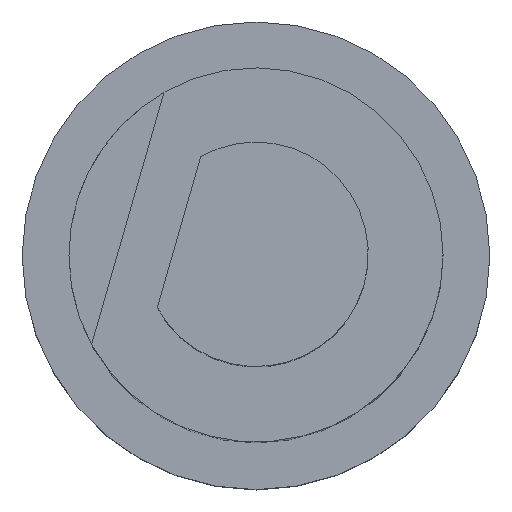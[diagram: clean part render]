
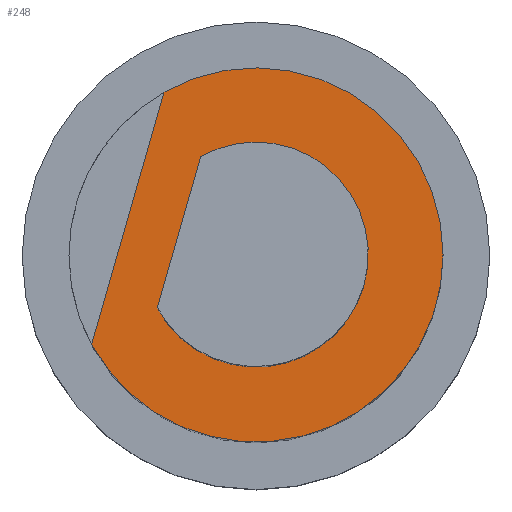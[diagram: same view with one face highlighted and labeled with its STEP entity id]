
A CAD part, top view. The second image highlights one B-rep face of the part: STEP entity #248.
In plain terms, the highlighted planar face has unit normal (0, 0, 1).
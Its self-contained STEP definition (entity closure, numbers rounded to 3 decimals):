
#47=CARTESIAN_POINT('',(0.,0.,38.));
#48=DIRECTION('',(0.,0.,1.));
#49=DIRECTION('',(1.,0.,0.));
#50=AXIS2_PLACEMENT_3D('',#47,#48,#49);
#52=DIRECTION('',(0.276,0.961,0.));
#53=VECTOR('',#52,14.018);
#54=CARTESIAN_POINT('',(-8.791,-4.766,38.));
#55=LINE('',#54,#53);
#56=CARTESIAN_POINT('',(0.,0.,38.));
#57=DIRECTION('',(0.,0.,1.));
#58=DIRECTION('',(-0.879,-0.477,0.));
#59=AXIS2_PLACEMENT_3D('',#56,#57,#58);
#61=DIRECTION('',(-0.276,-0.961,0.));
#62=VECTOR('',#61,8.411);
#63=CARTESIAN_POINT('',(-2.951,5.224,38.));
#64=LINE('',#63,#62);
#83=CARTESIAN_POINT('',(0.,0.,38.));
#84=DIRECTION('',(0.,0.,1.));
#85=DIRECTION('',(-0.879,-0.477,0.));
#86=AXIS2_PLACEMENT_3D('',#83,#84,#85);
#127=CARTESIAN_POINT('',(10.,0.,38.));
#128=CARTESIAN_POINT('',(-4.919,8.707,38.));
#129=VERTEX_POINT('',#127);
#130=VERTEX_POINT('',#128);
#131=CARTESIAN_POINT('',(-8.791,-4.766,38.));
#132=VERTEX_POINT('',#131);
#137=CARTESIAN_POINT('',(-5.275,-2.86,38.));
#138=CARTESIAN_POINT('',(-2.951,5.224,38.));
#139=VERTEX_POINT('',#137);
#140=VERTEX_POINT('',#138);
#231=CARTESIAN_POINT('',(0.,0.,38.));
#232=DIRECTION('',(0.,0.,-1.));
#233=DIRECTION('',(1.,0.,0.));
#234=AXIS2_PLACEMENT_3D('',#231,#232,#233);
#235=PLANE('',#234);
#236=ORIENTED_EDGE('',*,*,#211,.F.);
#238=ORIENTED_EDGE('',*,*,#237,.F.);
#239=ORIENTED_EDGE('',*,*,#221,.T.);
#240=EDGE_LOOP('',(#236,#238,#239));
#241=FACE_OUTER_BOUND('',#240,.F.);
#243=ORIENTED_EDGE('',*,*,#242,.T.);
#245=ORIENTED_EDGE('',*,*,#244,.T.);
#246=EDGE_LOOP('',(#243,#245));
#247=FACE_BOUND('',#246,.F.);
#248=ADVANCED_FACE('',(#241,#247),#235,.F.);
#51=CIRCLE('',#50,10.);
#60=CIRCLE('',#59,6.);
#87=CIRCLE('',#86,10.);
#211=EDGE_CURVE('',#129,#130,#51,.T.);
#221=EDGE_CURVE('',#132,#130,#55,.T.);
#237=EDGE_CURVE('',#132,#129,#87,.T.);
#242=EDGE_CURVE('',#139,#140,#60,.T.);
#244=EDGE_CURVE('',#140,#139,#64,.T.);
